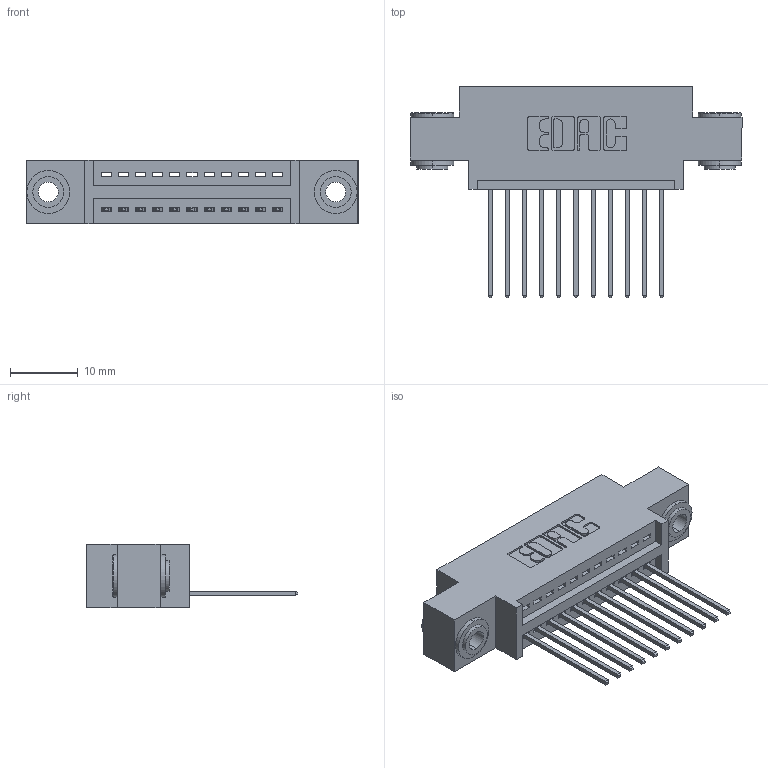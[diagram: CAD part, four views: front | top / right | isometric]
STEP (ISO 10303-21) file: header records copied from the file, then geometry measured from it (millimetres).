
FILE_DESCRIPTION (( 'STEP AP203' ), '1' );
FILE_NAME ('345-011-542-603.STEP', '2019-10-04T00:17:26', ( '' ), ( '' ), 'SwSTEP 2.0', 'SolidWorks 2016', '' );
FILE_SCHEMA (( 'CONFIG_CONTROL_DESIGN' ));
Length unit declared in the file: inch
Products named in the file (4): 345-250-002_345-250-002-102; 345-292-001_345-293-142; 345 Part_0.170 Offset - 0.156 Dia-TH; 345-011-542-603
Assembly tree (14 placements, depth 2):
  345-011-542-603
    345 Part_0.170 Offset - 0.156 Dia-TH
    345-292-001_345-293-142  x11
    345-250-002_345-250-002-102  x2
Bounding box: 49.15 x 31.29 x 9.4 mm (x, y, z)
Volume: 4344.8 mm3; surface area: 5848.3 mm2
Topology: 14 solids, 14 shells, 806 faces, 2365 edges, 1558 vertices
Faces by surface type: plane 534, cylinder 264, cone 8
Entity records: 13252 total; most frequent: CARTESIAN_POINT 2276, ORIENTED_EDGE 2214, DIRECTION 2063, EDGE_CURVE 1107, VECTOR 907, LINE 907, VERTEX_POINT 734, AXIS2_PLACEMENT_3D 578
